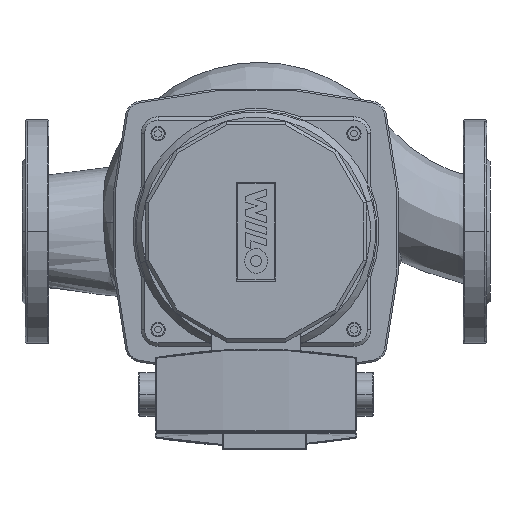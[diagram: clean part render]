
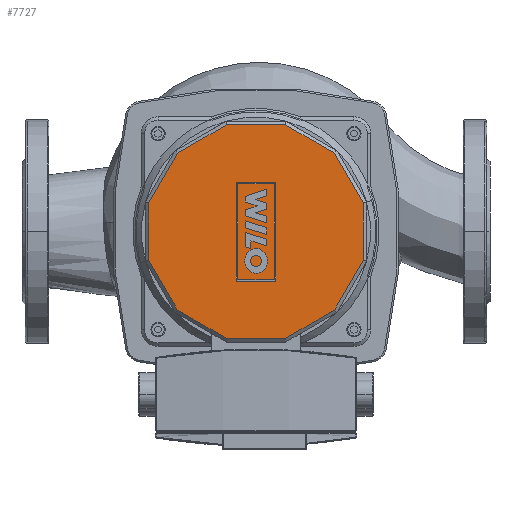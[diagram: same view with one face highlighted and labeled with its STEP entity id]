
A CAD part, front view. The second image highlights one B-rep face of the part: STEP entity #7727.
In plain terms, the highlighted planar face has unit normal (0, -1, 0).
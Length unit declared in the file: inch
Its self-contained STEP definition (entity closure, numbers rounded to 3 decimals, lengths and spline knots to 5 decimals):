
#7348=CARTESIAN_POINT('',(6.17515,-9.39075,2.51969));
#7349=VERTEX_POINT('',#7348);
#7350=CARTESIAN_POINT('',(7.34454,-9.39075,1.84454));
#7351=VERTEX_POINT('',#7350);
#7352=CARTESIAN_POINT('',(6.17515,-9.39075,2.51969));
#7353=DIRECTION('',(0.866,0.0,-0.5));
#7354=VECTOR('',#7353,1.3503);
#7355=LINE('',#7352,#7354);
#7356=EDGE_CURVE('',#7349,#7351,#7355,.T.);
#7388=CARTESIAN_POINT('',(8.01969,-9.39075,0.67515));
#7389=VERTEX_POINT('',#7388);
#7390=CARTESIAN_POINT('',(7.34454,-9.39075,1.84454));
#7391=DIRECTION('',(0.5,0.0,-0.866));
#7392=VECTOR('',#7391,1.3503);
#7393=LINE('',#7390,#7392);
#7394=EDGE_CURVE('',#7351,#7389,#7393,.T.);
#7419=CARTESIAN_POINT('',(8.01969,-9.39075,-0.67515));
#7420=VERTEX_POINT('',#7419);
#7421=CARTESIAN_POINT('',(8.01969,-9.39075,0.67515));
#7422=DIRECTION('',(0.0,0.0,-1.0));
#7423=VECTOR('',#7422,1.3503);
#7424=LINE('',#7421,#7423);
#7425=EDGE_CURVE('',#7389,#7420,#7424,.T.);
#7450=CARTESIAN_POINT('',(7.34454,-9.39075,-1.84454));
#7451=VERTEX_POINT('',#7450);
#7452=CARTESIAN_POINT('',(8.01969,-9.39075,-0.67515));
#7453=DIRECTION('',(-0.5,0.0,-0.866));
#7454=VECTOR('',#7453,1.3503);
#7455=LINE('',#7452,#7454);
#7456=EDGE_CURVE('',#7420,#7451,#7455,.T.);
#7481=CARTESIAN_POINT('',(6.17515,-9.39075,-2.51969));
#7482=VERTEX_POINT('',#7481);
#7483=CARTESIAN_POINT('',(7.34454,-9.39075,-1.84454));
#7484=DIRECTION('',(-0.866,0.0,-0.5));
#7485=VECTOR('',#7484,1.3503);
#7486=LINE('',#7483,#7485);
#7487=EDGE_CURVE('',#7451,#7482,#7486,.T.);
#7511=CARTESIAN_POINT('',(4.82485,-9.39075,-2.51969));
#7512=VERTEX_POINT('',#7511);
#7513=CARTESIAN_POINT('',(6.17515,-9.39075,-2.51969));
#7514=DIRECTION('',(-1.0,0.0,0.0));
#7515=VECTOR('',#7514,1.3503);
#7516=LINE('',#7513,#7515);
#7517=EDGE_CURVE('',#7482,#7512,#7516,.T.);
#7535=CARTESIAN_POINT('',(3.65546,-9.39075,-1.84454));
#7536=VERTEX_POINT('',#7535);
#7537=CARTESIAN_POINT('',(4.82485,-9.39075,-2.51969));
#7538=DIRECTION('',(-0.866,0.0,0.5));
#7539=VECTOR('',#7538,1.3503);
#7540=LINE('',#7537,#7539);
#7541=EDGE_CURVE('',#7512,#7536,#7540,.T.);
#7567=CARTESIAN_POINT('',(2.98031,-9.39075,-0.67515));
#7568=VERTEX_POINT('',#7567);
#7569=CARTESIAN_POINT('',(3.65546,-9.39075,-1.84454));
#7570=DIRECTION('',(-0.5,0.0,0.866));
#7571=VECTOR('',#7570,1.3503);
#7572=LINE('',#7569,#7571);
#7573=EDGE_CURVE('',#7536,#7568,#7572,.T.);
#7598=CARTESIAN_POINT('',(2.98031,-9.39075,0.67515));
#7599=VERTEX_POINT('',#7598);
#7600=CARTESIAN_POINT('',(2.98031,-9.39075,-0.67515));
#7601=DIRECTION('',(0.0,0.0,1.0));
#7602=VECTOR('',#7601,1.3503);
#7603=LINE('',#7600,#7602);
#7604=EDGE_CURVE('',#7568,#7599,#7603,.T.);
#7629=CARTESIAN_POINT('',(3.65546,-9.39075,1.84454));
#7630=VERTEX_POINT('',#7629);
#7631=CARTESIAN_POINT('',(2.98031,-9.39075,0.67515));
#7632=DIRECTION('',(0.5,0.0,0.866));
#7633=VECTOR('',#7632,1.3503);
#7634=LINE('',#7631,#7633);
#7635=EDGE_CURVE('',#7599,#7630,#7634,.T.);
#7660=CARTESIAN_POINT('',(4.82485,-9.39075,2.51969));
#7661=VERTEX_POINT('',#7660);
#7662=CARTESIAN_POINT('',(3.65546,-9.39075,1.84454));
#7663=DIRECTION('',(0.866,0.0,0.5));
#7664=VECTOR('',#7663,1.3503);
#7665=LINE('',#7662,#7664);
#7666=EDGE_CURVE('',#7630,#7661,#7665,.T.);
#7691=CARTESIAN_POINT('',(4.82485,-9.39075,2.51969));
#7692=DIRECTION('',(1.0,0.0,0.0));
#7693=VECTOR('',#7692,1.3503);
#7694=LINE('',#7691,#7693);
#7695=EDGE_CURVE('',#7661,#7349,#7694,.T.);
#7708=CARTESIAN_POINT('',(5.5,-9.39075,0.));
#7709=DIRECTION('',(0.0,-1.0,0.0));
#7710=DIRECTION('',(-1.0,0.0,0.0));
#7711=AXIS2_PLACEMENT_3D('',#7708,#7709,#7710);
#7712=PLANE('',#7711);
#7713=ORIENTED_EDGE('',*,*,#7356,.F.);
#7714=ORIENTED_EDGE('',*,*,#7695,.F.);
#7715=ORIENTED_EDGE('',*,*,#7666,.F.);
#7716=ORIENTED_EDGE('',*,*,#7635,.F.);
#7717=ORIENTED_EDGE('',*,*,#7604,.F.);
#7718=ORIENTED_EDGE('',*,*,#7573,.F.);
#7719=ORIENTED_EDGE('',*,*,#7541,.F.);
#7720=ORIENTED_EDGE('',*,*,#7517,.F.);
#7721=ORIENTED_EDGE('',*,*,#7487,.F.);
#7722=ORIENTED_EDGE('',*,*,#7456,.F.);
#7723=ORIENTED_EDGE('',*,*,#7425,.F.);
#7724=ORIENTED_EDGE('',*,*,#7394,.F.);
#7725=EDGE_LOOP('',(#7713,#7714,#7715,#7716,#7717,#7718,#7719,#7720,#7721,#7722,#7723,#7724));
#7726=FACE_OUTER_BOUND('',#7725,.T.);
#7727=ADVANCED_FACE('',(#7726),#7712,.T.);
